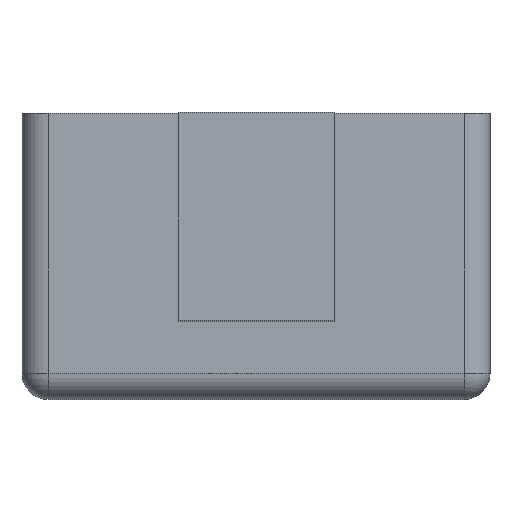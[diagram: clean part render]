
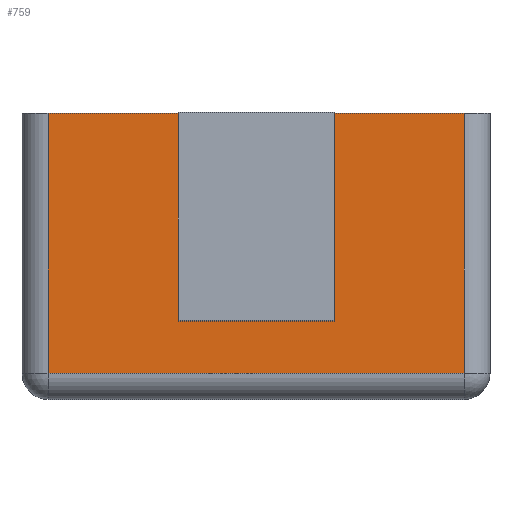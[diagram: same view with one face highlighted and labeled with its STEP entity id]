
A CAD part, top view. The second image highlights one B-rep face of the part: STEP entity #759.
In plain terms, the highlighted planar face has unit normal (0, 0, 1).
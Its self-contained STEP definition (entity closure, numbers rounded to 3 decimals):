
#100 = CYLINDRICAL_SURFACE('',#101,50.);
#101 = AXIS2_PLACEMENT_3D('',#102,#103,#104);
#102 = CARTESIAN_POINT('',(50.,50.,70.));
#103 = DIRECTION('',(1.,0.,0.));
#104 = DIRECTION('',(0.,-1.,0.));
#210 = PLANE('',#211);
#211 = AXIS2_PLACEMENT_3D('',#212,#213,#214);
#212 = CARTESIAN_POINT('',(900.,550.,0.));
#213 = DIRECTION('',(0.,-1.,0.));
#214 = DIRECTION('',(-1.,0.,0.));
#391 = VERTEX_POINT('',#392);
#392 = CARTESIAN_POINT('',(50.,50.,120.));
#414 = EDGE_CURVE('',#391,#415,#417,.T.);
#415 = VERTEX_POINT('',#416);
#416 = CARTESIAN_POINT('',(850.,50.,120.));
#417 = SURFACE_CURVE('',#418,(#422,#429),.PCURVE_S1.);
#418 = LINE('',#419,#420);
#419 = CARTESIAN_POINT('',(50.,50.,120.));
#420 = VECTOR('',#421,1.);
#421 = DIRECTION('',(1.,0.,0.));
#422 = PCURVE('',#100,#423);
#423 = DEFINITIONAL_REPRESENTATION('',(#424),#428);
#424 = LINE('',#425,#426);
#425 = CARTESIAN_POINT('',(-1.571,0.));
#426 = VECTOR('',#427,1.);
#427 = DIRECTION('',(-0.,1.));
#428 = ( GEOMETRIC_REPRESENTATION_CONTEXT(2) 
PARAMETRIC_REPRESENTATION_CONTEXT() REPRESENTATION_CONTEXT('2D SPACE',''
  ) );
#429 = PCURVE('',#430,#435);
#430 = PLANE('',#431);
#431 = AXIS2_PLACEMENT_3D('',#432,#433,#434);
#432 = CARTESIAN_POINT('',(450.,275.,120.));
#433 = DIRECTION('',(0.,0.,1.));
#434 = DIRECTION('',(1.,0.,0.));
#435 = DEFINITIONAL_REPRESENTATION('',(#436),#440);
#436 = LINE('',#437,#438);
#437 = CARTESIAN_POINT('',(-400.,-225.));
#438 = VECTOR('',#439,1.);
#439 = DIRECTION('',(1.,0.));
#440 = ( GEOMETRIC_REPRESENTATION_CONTEXT(2) 
PARAMETRIC_REPRESENTATION_CONTEXT() REPRESENTATION_CONTEXT('2D SPACE',''
  ) );
#485 = CYLINDRICAL_SURFACE('',#486,50.);
#486 = AXIS2_PLACEMENT_3D('',#487,#488,#489);
#487 = CARTESIAN_POINT('',(850.,50.,70.));
#488 = DIRECTION('',(0.,1.,0.));
#489 = DIRECTION('',(0.,0.,1.));
#537 = CYLINDRICAL_SURFACE('',#538,50.);
#538 = AXIS2_PLACEMENT_3D('',#539,#540,#541);
#539 = CARTESIAN_POINT('',(50.,550.,70.));
#540 = DIRECTION('',(0.,-1.,0.));
#541 = DIRECTION('',(-1.,0.,0.));
#577 = VERTEX_POINT('',#578);
#578 = CARTESIAN_POINT('',(850.,550.,120.));
#604 = EDGE_CURVE('',#577,#605,#607,.T.);
#605 = VERTEX_POINT('',#606);
#606 = CARTESIAN_POINT('',(600.,550.,120.));
#607 = SURFACE_CURVE('',#608,(#612,#619),.PCURVE_S1.);
#608 = LINE('',#609,#610);
#609 = CARTESIAN_POINT('',(900.,550.,120.));
#610 = VECTOR('',#611,1.);
#611 = DIRECTION('',(-1.,0.,0.));
#612 = PCURVE('',#210,#613);
#613 = DEFINITIONAL_REPRESENTATION('',(#614),#618);
#614 = LINE('',#615,#616);
#615 = CARTESIAN_POINT('',(0.,-120.));
#616 = VECTOR('',#617,1.);
#617 = DIRECTION('',(1.,0.));
#618 = ( GEOMETRIC_REPRESENTATION_CONTEXT(2) 
PARAMETRIC_REPRESENTATION_CONTEXT() REPRESENTATION_CONTEXT('2D SPACE',''
  ) );
#619 = PCURVE('',#430,#620);
#620 = DEFINITIONAL_REPRESENTATION('',(#621),#625);
#621 = LINE('',#622,#623);
#622 = CARTESIAN_POINT('',(450.,275.));
#623 = VECTOR('',#624,1.);
#624 = DIRECTION('',(-1.,0.));
#625 = ( GEOMETRIC_REPRESENTATION_CONTEXT(2) 
PARAMETRIC_REPRESENTATION_CONTEXT() REPRESENTATION_CONTEXT('2D SPACE',''
  ) );
#628 = VERTEX_POINT('',#629);
#629 = CARTESIAN_POINT('',(300.,550.,120.));
#655 = EDGE_CURVE('',#628,#656,#658,.T.);
#656 = VERTEX_POINT('',#657);
#657 = CARTESIAN_POINT('',(50.,550.,120.));
#658 = SURFACE_CURVE('',#659,(#663,#670),.PCURVE_S1.);
#659 = LINE('',#660,#661);
#660 = CARTESIAN_POINT('',(900.,550.,120.));
#661 = VECTOR('',#662,1.);
#662 = DIRECTION('',(-1.,0.,0.));
#663 = PCURVE('',#210,#664);
#664 = DEFINITIONAL_REPRESENTATION('',(#665),#669);
#665 = LINE('',#666,#667);
#666 = CARTESIAN_POINT('',(0.,-120.));
#667 = VECTOR('',#668,1.);
#668 = DIRECTION('',(1.,0.));
#669 = ( GEOMETRIC_REPRESENTATION_CONTEXT(2) 
PARAMETRIC_REPRESENTATION_CONTEXT() REPRESENTATION_CONTEXT('2D SPACE',''
  ) );
#670 = PCURVE('',#430,#671);
#671 = DEFINITIONAL_REPRESENTATION('',(#672),#676);
#672 = LINE('',#673,#674);
#673 = CARTESIAN_POINT('',(450.,275.));
#674 = VECTOR('',#675,1.);
#675 = DIRECTION('',(-1.,0.));
#676 = ( GEOMETRIC_REPRESENTATION_CONTEXT(2) 
PARAMETRIC_REPRESENTATION_CONTEXT() REPRESENTATION_CONTEXT('2D SPACE',''
  ) );
#759 = ADVANCED_FACE('',(#760),#430,.T.);
#760 = FACE_BOUND('',#761,.T.);
#761 = EDGE_LOOP('',(#762,#763,#784,#785,#813,#841,#867,#868));
#762 = ORIENTED_EDGE('',*,*,#414,.T.);
#763 = ORIENTED_EDGE('',*,*,#764,.T.);
#764 = EDGE_CURVE('',#415,#577,#765,.T.);
#765 = SURFACE_CURVE('',#766,(#770,#777),.PCURVE_S1.);
#766 = LINE('',#767,#768);
#767 = CARTESIAN_POINT('',(850.,50.,120.));
#768 = VECTOR('',#769,1.);
#769 = DIRECTION('',(0.,1.,0.));
#770 = PCURVE('',#430,#771);
#771 = DEFINITIONAL_REPRESENTATION('',(#772),#776);
#772 = LINE('',#773,#774);
#773 = CARTESIAN_POINT('',(400.,-225.));
#774 = VECTOR('',#775,1.);
#775 = DIRECTION('',(0.,1.));
#776 = ( GEOMETRIC_REPRESENTATION_CONTEXT(2) 
PARAMETRIC_REPRESENTATION_CONTEXT() REPRESENTATION_CONTEXT('2D SPACE',''
  ) );
#777 = PCURVE('',#485,#778);
#778 = DEFINITIONAL_REPRESENTATION('',(#779),#783);
#779 = LINE('',#780,#781);
#780 = CARTESIAN_POINT('',(0.,0.));
#781 = VECTOR('',#782,1.);
#782 = DIRECTION('',(0.,1.));
#783 = ( GEOMETRIC_REPRESENTATION_CONTEXT(2) 
PARAMETRIC_REPRESENTATION_CONTEXT() REPRESENTATION_CONTEXT('2D SPACE',''
  ) );
#784 = ORIENTED_EDGE('',*,*,#604,.T.);
#785 = ORIENTED_EDGE('',*,*,#786,.T.);
#786 = EDGE_CURVE('',#605,#787,#789,.T.);
#787 = VERTEX_POINT('',#788);
#788 = CARTESIAN_POINT('',(600.,150.,120.));
#789 = SURFACE_CURVE('',#790,(#794,#801),.PCURVE_S1.);
#790 = LINE('',#791,#792);
#791 = CARTESIAN_POINT('',(600.,550.,120.));
#792 = VECTOR('',#793,1.);
#793 = DIRECTION('',(0.,-1.,0.));
#794 = PCURVE('',#430,#795);
#795 = DEFINITIONAL_REPRESENTATION('',(#796),#800);
#796 = LINE('',#797,#798);
#797 = CARTESIAN_POINT('',(150.,275.));
#798 = VECTOR('',#799,1.);
#799 = DIRECTION('',(0.,-1.));
#800 = ( GEOMETRIC_REPRESENTATION_CONTEXT(2) 
PARAMETRIC_REPRESENTATION_CONTEXT() REPRESENTATION_CONTEXT('2D SPACE',''
  ) );
#801 = PCURVE('',#802,#807);
#802 = PLANE('',#803);
#803 = AXIS2_PLACEMENT_3D('',#804,#805,#806);
#804 = CARTESIAN_POINT('',(600.,550.,120.));
#805 = DIRECTION('',(1.,0.,0.));
#806 = DIRECTION('',(0.,-1.,0.));
#807 = DEFINITIONAL_REPRESENTATION('',(#808),#812);
#808 = LINE('',#809,#810);
#809 = CARTESIAN_POINT('',(0.,0.));
#810 = VECTOR('',#811,1.);
#811 = DIRECTION('',(1.,0.));
#812 = ( GEOMETRIC_REPRESENTATION_CONTEXT(2) 
PARAMETRIC_REPRESENTATION_CONTEXT() REPRESENTATION_CONTEXT('2D SPACE',''
  ) );
#813 = ORIENTED_EDGE('',*,*,#814,.T.);
#814 = EDGE_CURVE('',#787,#815,#817,.T.);
#815 = VERTEX_POINT('',#816);
#816 = CARTESIAN_POINT('',(300.,150.,120.));
#817 = SURFACE_CURVE('',#818,(#822,#829),.PCURVE_S1.);
#818 = LINE('',#819,#820);
#819 = CARTESIAN_POINT('',(600.,150.,120.));
#820 = VECTOR('',#821,1.);
#821 = DIRECTION('',(-1.,0.,0.));
#822 = PCURVE('',#430,#823);
#823 = DEFINITIONAL_REPRESENTATION('',(#824),#828);
#824 = LINE('',#825,#826);
#825 = CARTESIAN_POINT('',(150.,-125.));
#826 = VECTOR('',#827,1.);
#827 = DIRECTION('',(-1.,0.));
#828 = ( GEOMETRIC_REPRESENTATION_CONTEXT(2) 
PARAMETRIC_REPRESENTATION_CONTEXT() REPRESENTATION_CONTEXT('2D SPACE',''
  ) );
#829 = PCURVE('',#830,#835);
#830 = PLANE('',#831);
#831 = AXIS2_PLACEMENT_3D('',#832,#833,#834);
#832 = CARTESIAN_POINT('',(600.,150.,120.));
#833 = DIRECTION('',(0.,-1.,0.));
#834 = DIRECTION('',(-1.,0.,0.));
#835 = DEFINITIONAL_REPRESENTATION('',(#836),#840);
#836 = LINE('',#837,#838);
#837 = CARTESIAN_POINT('',(0.,-0.));
#838 = VECTOR('',#839,1.);
#839 = DIRECTION('',(1.,0.));
#840 = ( GEOMETRIC_REPRESENTATION_CONTEXT(2) 
PARAMETRIC_REPRESENTATION_CONTEXT() REPRESENTATION_CONTEXT('2D SPACE',''
  ) );
#841 = ORIENTED_EDGE('',*,*,#842,.T.);
#842 = EDGE_CURVE('',#815,#628,#843,.T.);
#843 = SURFACE_CURVE('',#844,(#848,#855),.PCURVE_S1.);
#844 = LINE('',#845,#846);
#845 = CARTESIAN_POINT('',(300.,150.,120.));
#846 = VECTOR('',#847,1.);
#847 = DIRECTION('',(0.,1.,0.));
#848 = PCURVE('',#430,#849);
#849 = DEFINITIONAL_REPRESENTATION('',(#850),#854);
#850 = LINE('',#851,#852);
#851 = CARTESIAN_POINT('',(-150.,-125.));
#852 = VECTOR('',#853,1.);
#853 = DIRECTION('',(0.,1.));
#854 = ( GEOMETRIC_REPRESENTATION_CONTEXT(2) 
PARAMETRIC_REPRESENTATION_CONTEXT() REPRESENTATION_CONTEXT('2D SPACE',''
  ) );
#855 = PCURVE('',#856,#861);
#856 = PLANE('',#857);
#857 = AXIS2_PLACEMENT_3D('',#858,#859,#860);
#858 = CARTESIAN_POINT('',(300.,150.,120.));
#859 = DIRECTION('',(-1.,0.,0.));
#860 = DIRECTION('',(0.,1.,0.));
#861 = DEFINITIONAL_REPRESENTATION('',(#862),#866);
#862 = LINE('',#863,#864);
#863 = CARTESIAN_POINT('',(0.,0.));
#864 = VECTOR('',#865,1.);
#865 = DIRECTION('',(1.,0.));
#866 = ( GEOMETRIC_REPRESENTATION_CONTEXT(2) 
PARAMETRIC_REPRESENTATION_CONTEXT() REPRESENTATION_CONTEXT('2D SPACE',''
  ) );
#867 = ORIENTED_EDGE('',*,*,#655,.T.);
#868 = ORIENTED_EDGE('',*,*,#869,.T.);
#869 = EDGE_CURVE('',#656,#391,#870,.T.);
#870 = SURFACE_CURVE('',#871,(#875,#882),.PCURVE_S1.);
#871 = LINE('',#872,#873);
#872 = CARTESIAN_POINT('',(50.,550.,120.));
#873 = VECTOR('',#874,1.);
#874 = DIRECTION('',(0.,-1.,0.));
#875 = PCURVE('',#430,#876);
#876 = DEFINITIONAL_REPRESENTATION('',(#877),#881);
#877 = LINE('',#878,#879);
#878 = CARTESIAN_POINT('',(-400.,275.));
#879 = VECTOR('',#880,1.);
#880 = DIRECTION('',(0.,-1.));
#881 = ( GEOMETRIC_REPRESENTATION_CONTEXT(2) 
PARAMETRIC_REPRESENTATION_CONTEXT() REPRESENTATION_CONTEXT('2D SPACE',''
  ) );
#882 = PCURVE('',#537,#883);
#883 = DEFINITIONAL_REPRESENTATION('',(#884),#888);
#884 = LINE('',#885,#886);
#885 = CARTESIAN_POINT('',(-1.571,0.));
#886 = VECTOR('',#887,1.);
#887 = DIRECTION('',(-0.,1.));
#888 = ( GEOMETRIC_REPRESENTATION_CONTEXT(2) 
PARAMETRIC_REPRESENTATION_CONTEXT() REPRESENTATION_CONTEXT('2D SPACE',''
  ) );
